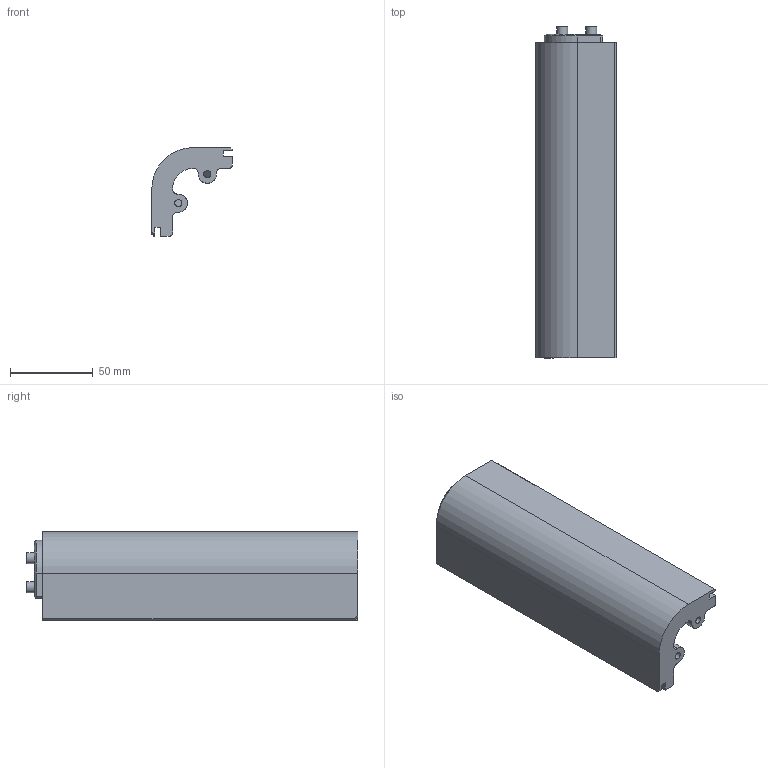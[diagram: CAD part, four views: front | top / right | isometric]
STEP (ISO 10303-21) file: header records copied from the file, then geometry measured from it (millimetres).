
FILE_DESCRIPTION(/* description */ ('STEP AP214'),/* implementation_level */ '2;1');
FILE_NAME(/* name */ 'D3_.step',/* time_stamp */ '2025-08-17T21:37:15+05:00',/* author */ (''),/* organization */ (''),/* preprocessor_version */ 'ST-DEVELOPER v20.1',/* originating_system */ 'Autodesk Translation Framework v14.10.0.0',/* authorisation */ '');
FILE_SCHEMA (('AUTOMOTIVE_DESIGN { 1 0 10303 214 3 1 1 }'));
Length unit declared in the file: millimetre
Products named in the file (1): D3
Bounding box: 48.5 x 200 x 53.5 mm (x, y, z)
Volume: 89154.8 mm3; surface area: 46971.3 mm2
Topology: 1 solids, 1 shells, 191 faces, 524 edges, 345 vertices
Faces by surface type: plane 146, cylinder 36, cone 9
Full cylindrical faces by diameter (mm): 2.5 x2, 4.3 x2, 6.5 x2, 7.5 x2
Entity records: 6048 total; most frequent: CARTESIAN_POINT 1067, ORIENTED_EDGE 1048, DIRECTION 990, EDGE_CURVE 524, LINE 438, VECTOR 438, VERTEX_POINT 345, AXIS2_PLACEMENT_3D 276
